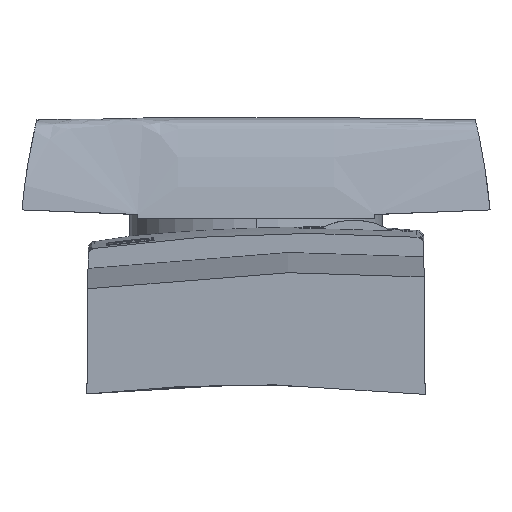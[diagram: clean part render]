
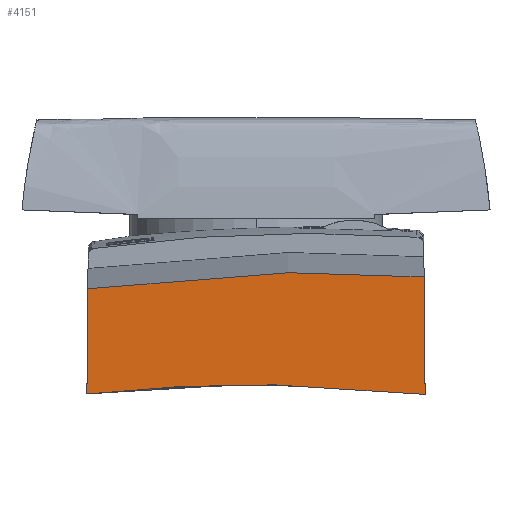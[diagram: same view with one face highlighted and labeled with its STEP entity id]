
A CAD part, left-side view. The second image highlights one B-rep face of the part: STEP entity #4151.
In plain terms, the highlighted planar face has unit normal (-1, 0, 0).
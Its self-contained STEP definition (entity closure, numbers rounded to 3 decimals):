
#1261=CARTESIAN_POINT('',(-119.41,-22.189,
78.139));
#1262=CARTESIAN_POINT('',(-119.41,-20.999,
78.227));
#1263=CARTESIAN_POINT('',(-119.409,-18.475,
78.401));
#1264=CARTESIAN_POINT('',(-119.409,-14.285,
78.606));
#1265=CARTESIAN_POINT('',(-119.409,-9.611,
78.724));
#1266=CARTESIAN_POINT('',(-119.409,-4.38,
78.729));
#1267=CARTESIAN_POINT('',(-119.409,1.479,78.573));
#1268=CARTESIAN_POINT('',(-119.409,8.15,78.196));
#1269=CARTESIAN_POINT('',(-119.409,15.587,77.478));
#1270=CARTESIAN_POINT('',(-119.41,20.025,76.894));
#1271=CARTESIAN_POINT('',(-119.41,22.203,76.588));
#1291=CARTESIAN_POINT('',(-119.413,-22.325,
62.639));
#1292=CARTESIAN_POINT('',(-119.413,-17.377,
63.204));
#1293=CARTESIAN_POINT('',(-119.408,-7.47,
63.951));
#1294=CARTESIAN_POINT('',(-119.408,7.465,63.975));
#1295=CARTESIAN_POINT('',(-119.413,17.373,63.247));
#1296=CARTESIAN_POINT('',(-119.413,22.323,62.702));
#1301=DIRECTION('',(0.,-0.009,1.));
#1302=VECTOR('',#1301,13.886);
#1303=CARTESIAN_POINT('',(-119.413,22.323,62.702));
#1304=LINE('',#1303,#1302);
#1308=DIRECTION('',(0.,-0.009,-1.));
#1309=VECTOR('',#1308,15.501);
#1310=CARTESIAN_POINT('',(-119.41,-22.189,
78.139));
#1311=LINE('',#1310,#1309);
#3808=VERTEX_POINT('',#1261);
#3809=VERTEX_POINT('',#1271);
#3812=VERTEX_POINT('',#1291);
#3813=VERTEX_POINT('',#1296);
#4137=CARTESIAN_POINT('',(-119.409,-50.8,
17.475));
#4138=DIRECTION('',(1.,0.,0.));
#4139=DIRECTION('',(0.,1.,0.));
#4140=AXIS2_PLACEMENT_3D('',#4137,#4138,#4139);
#4141=PLANE('',#4140);
#4143=ORIENTED_EDGE('',*,*,#4142,.T.);
#4145=ORIENTED_EDGE('',*,*,#4144,.T.);
#4146=ORIENTED_EDGE('',*,*,#4119,.F.);
#4148=ORIENTED_EDGE('',*,*,#4147,.T.);
#4149=EDGE_LOOP('',(#4143,#4145,#4146,#4148));
#4150=FACE_OUTER_BOUND('',#4149,.F.);
#1272=B_SPLINE_CURVE_WITH_KNOTS('',3,(#1261,#1262,#1263,#1264,#1265,#1266,#1267,
#1268,#1269,#1270,#1271),.UNSPECIFIED.,.F.,.F.,(4,1,1,1,1,1,1,1,4),(0.,
0.125,0.25,0.375,0.5,0.625,0.75,0.875,1.),.UNSPECIFIED.);
#1297=B_SPLINE_CURVE_WITH_KNOTS('',3,(#1291,#1292,#1293,#1294,#1295,#1296),
.UNSPECIFIED.,.F.,.F.,(4,1,1,4),(0.,0.333,0.667,1.),
.UNSPECIFIED.);
#4119=EDGE_CURVE('',#3808,#3809,#1272,.T.);
#4142=EDGE_CURVE('',#3812,#3813,#1297,.T.);
#4144=EDGE_CURVE('',#3813,#3809,#1304,.T.);
#4147=EDGE_CURVE('',#3808,#3812,#1311,.T.);
#4151=ADVANCED_FACE('',(#4150),#4141,.F.);
